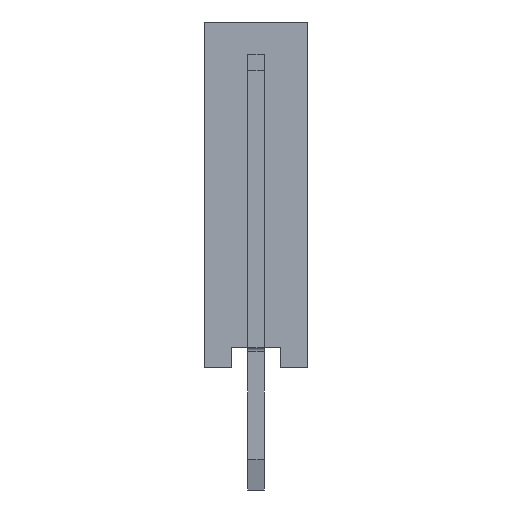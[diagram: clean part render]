
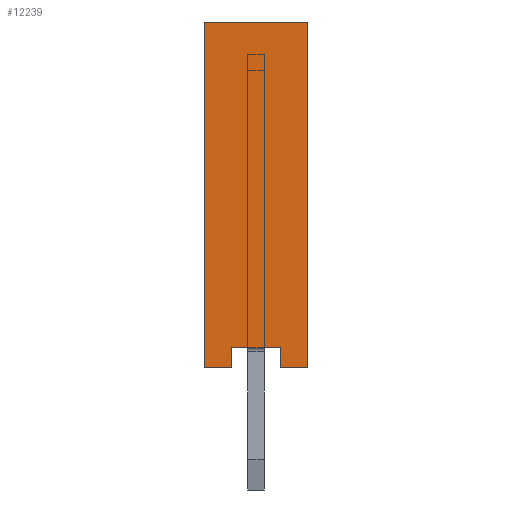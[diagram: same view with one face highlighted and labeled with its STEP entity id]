
A CAD part, left-side view. The second image highlights one B-rep face of the part: STEP entity #12239.
In plain terms, the highlighted planar face has unit normal (-1, 0, 0).
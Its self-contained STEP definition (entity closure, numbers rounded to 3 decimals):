
#12239=ADVANCED_FACE('',(#26213),#26215,.T.);
#26213=FACE_BOUND('',#26214,.T.);
#26214=EDGE_LOOP('',(#37657,#37658,#37659,#37660,#37661,#37662,#37663,#37664));
#26215=PLANE('',#26216);
#26216=AXIS2_PLACEMENT_3D('',#26217,#26218,#26219);
#26217=CARTESIAN_POINT('',(-1.27,1.27,0.));
#26218=DIRECTION('',(-1.,0.,0.));
#26219=DIRECTION('',(0.,-1.,0.));
#37657=ORIENTED_EDGE('',*,*,#44403,.T.);
#37658=ORIENTED_EDGE('',*,*,#44404,.T.);
#37659=ORIENTED_EDGE('',*,*,#44405,.T.);
#37660=ORIENTED_EDGE('',*,*,#44406,.F.);
#37661=ORIENTED_EDGE('',*,*,#44407,.F.);
#37662=ORIENTED_EDGE('',*,*,#44408,.T.);
#37663=ORIENTED_EDGE('',*,*,#44409,.T.);
#37664=ORIENTED_EDGE('',*,*,#42213,.T.);
#42213=EDGE_CURVE('',#49249,#49250,#49251,.T.);
#44403=EDGE_CURVE('',#49250,#52507,#52508,.F.);
#44404=EDGE_CURVE('',#52507,#52509,#52510,.T.);
#44405=EDGE_CURVE('',#52509,#52511,#52512,.T.);
#44406=EDGE_CURVE('',#52513,#52511,#52514,.T.);
#44407=EDGE_CURVE('',#52515,#52513,#52516,.T.);
#44408=EDGE_CURVE('',#52515,#52517,#52518,.T.);
#44409=EDGE_CURVE('',#52517,#49249,#52519,.F.);
#49249=VERTEX_POINT('',#62465);
#49250=VERTEX_POINT('',#62466);
#49251=LINE('',#62467,#62468);
#52507=VERTEX_POINT('',#70433);
#52508=LINE('',#70434,#70435);
#52509=VERTEX_POINT('',#70437);
#52510=LINE('',#70438,#70439);
#52511=VERTEX_POINT('',#70441);
#52512=LINE('',#70442,#70443);
#52513=VERTEX_POINT('',#70445);
#52514=LINE('',#70446,#70447);
#52515=VERTEX_POINT('',#70449);
#52516=LINE('',#70450,#70451);
#52517=VERTEX_POINT('',#70453);
#52518=LINE('',#70454,#70455);
#52519=LINE('',#70457,#70458);
#62465=CARTESIAN_POINT('',(-1.27,0.6,0.5));
#62466=CARTESIAN_POINT('',(-1.27,-0.6,0.5));
#62467=CARTESIAN_POINT('',(-1.27,0.6,0.5));
#62468=VECTOR('',#62469,1.);
#62469=DIRECTION('',(0.,-1.,0.));
#70433=CARTESIAN_POINT('',(-1.27,-0.6,0.));
#70434=CARTESIAN_POINT('',(-1.27,-0.6,0.));
#70435=VECTOR('',#70436,1.);
#70436=DIRECTION('',(0.,0.,1.));
#70437=CARTESIAN_POINT('',(-1.27,-1.27,0.));
#70438=CARTESIAN_POINT('',(-1.27,-0.6,0.));
#70439=VECTOR('',#70440,1.);
#70440=DIRECTION('',(0.,-1.,0.));
#70441=CARTESIAN_POINT('',(-1.27,-1.27,8.5));
#70442=CARTESIAN_POINT('',(-1.27,-1.27,0.));
#70443=VECTOR('',#70444,1.);
#70444=DIRECTION('',(0.,0.,1.));
#70445=CARTESIAN_POINT('',(-1.27,1.27,8.5));
#70446=CARTESIAN_POINT('',(-1.27,1.27,8.5));
#70447=VECTOR('',#70448,1.);
#70448=DIRECTION('',(0.,-1.,0.));
#70449=CARTESIAN_POINT('',(-1.27,1.27,0.));
#70450=CARTESIAN_POINT('',(-1.27,1.27,0.));
#70451=VECTOR('',#70452,1.);
#70452=DIRECTION('',(0.,0.,1.));
#70453=CARTESIAN_POINT('',(-1.27,0.6,0.));
#70454=CARTESIAN_POINT('',(-1.27,1.27,0.));
#70455=VECTOR('',#70456,1.);
#70456=DIRECTION('',(0.,-1.,0.));
#70457=CARTESIAN_POINT('',(-1.27,0.6,0.5));
#70458=VECTOR('',#70459,1.);
#70459=DIRECTION('',(0.,0.,-1.));
